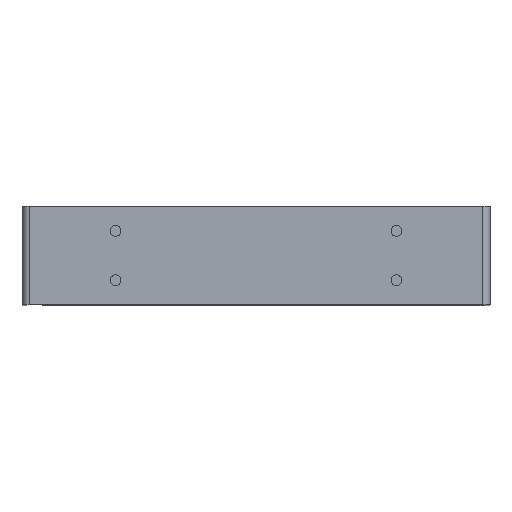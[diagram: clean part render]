
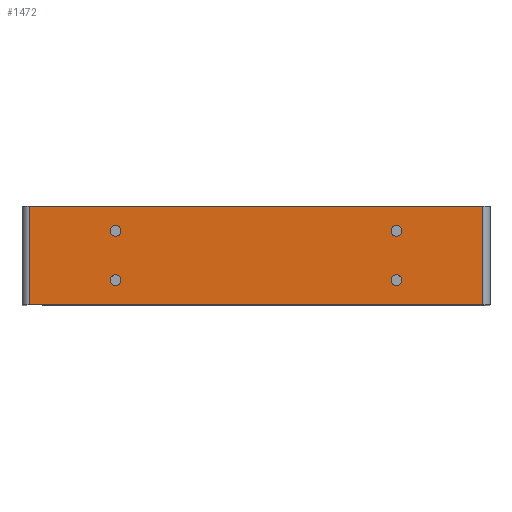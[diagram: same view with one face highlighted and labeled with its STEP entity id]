
A CAD part, top view. The second image highlights one B-rep face of the part: STEP entity #1472.
In plain terms, the highlighted planar face has unit normal (0, 0, 1).
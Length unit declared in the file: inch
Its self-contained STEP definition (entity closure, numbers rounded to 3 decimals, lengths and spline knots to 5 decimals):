
#81=LINE('',#2264,#211);
#87=LINE('',#2282,#217);
#90=LINE('',#2288,#220);
#91=LINE('',#2289,#221);
#211=VECTOR('',#1844,1.25);
#217=VECTOR('',#1868,5.751);
#220=VECTOR('',#1873,5.751);
#221=VECTOR('',#1874,1.25);
#327=PLANE('',#1600);
#387=FACE_BOUND('',#550,.T.);
#388=FACE_BOUND('',#551,.T.);
#389=FACE_BOUND('',#552,.T.);
#390=FACE_BOUND('',#553,.T.);
#442=FACE_OUTER_BOUND('',#549,.T.);
#549=EDGE_LOOP('',(#1107,#1108,#1109,#1110));
#550=EDGE_LOOP('',(#1111));
#551=EDGE_LOOP('',(#1112));
#552=EDGE_LOOP('',(#1113));
#553=EDGE_LOOP('',(#1114));
#632=CIRCLE('',#1552,0.068);
#634=CIRCLE('',#1555,0.068);
#636=CIRCLE('',#1558,0.068);
#638=CIRCLE('',#1561,0.068);
#686=VERTEX_POINT('',#2158);
#688=VERTEX_POINT('',#2163);
#690=VERTEX_POINT('',#2168);
#692=VERTEX_POINT('',#2173);
#717=VERTEX_POINT('',#2261);
#718=VERTEX_POINT('',#2263);
#721=VERTEX_POINT('',#2281);
#723=VERTEX_POINT('',#2287);
#804=EDGE_CURVE('',#686,#686,#632,.T.);
#806=EDGE_CURVE('',#688,#688,#634,.T.);
#808=EDGE_CURVE('',#690,#690,#636,.T.);
#810=EDGE_CURVE('',#692,#692,#638,.T.);
#854=EDGE_CURVE('',#718,#717,#81,.T.);
#863=EDGE_CURVE('',#718,#721,#87,.T.);
#866=EDGE_CURVE('',#723,#717,#90,.T.);
#867=EDGE_CURVE('',#723,#721,#91,.T.);
#1107=ORIENTED_EDGE('',*,*,#854,.T.);
#1108=ORIENTED_EDGE('',*,*,#866,.F.);
#1109=ORIENTED_EDGE('',*,*,#867,.T.);
#1110=ORIENTED_EDGE('',*,*,#863,.F.);
#1111=ORIENTED_EDGE('',*,*,#804,.T.);
#1112=ORIENTED_EDGE('',*,*,#806,.T.);
#1113=ORIENTED_EDGE('',*,*,#808,.T.);
#1114=ORIENTED_EDGE('',*,*,#810,.T.);
#1472=ADVANCED_FACE('',(#442,#387,#388,#389,#390),#327,.T.);
#1552=AXIS2_PLACEMENT_3D('',#2159,#1732,#1733);
#1555=AXIS2_PLACEMENT_3D('',#2164,#1738,#1739);
#1558=AXIS2_PLACEMENT_3D('',#2169,#1744,#1745);
#1561=AXIS2_PLACEMENT_3D('',#2174,#1750,#1751);
#1600=AXIS2_PLACEMENT_3D('',#2286,#1871,#1872);
#1732=DIRECTION('center_axis',(0.,0.,-1.));
#1733=DIRECTION('ref_axis',(-1.,0.,0.));
#1738=DIRECTION('center_axis',(0.,0.,-1.));
#1739=DIRECTION('ref_axis',(-1.,0.,0.));
#1744=DIRECTION('center_axis',(0.,0.,-1.));
#1745=DIRECTION('ref_axis',(-1.,0.,0.));
#1750=DIRECTION('center_axis',(0.,0.,-1.));
#1751=DIRECTION('ref_axis',(-1.,0.,0.));
#1844=DIRECTION('',(0.,1.,0.));
#1868=DIRECTION('',(-1.,0.,0.));
#1871=DIRECTION('center_axis',(0.,0.,1.));
#1872=DIRECTION('ref_axis',(1.,0.,0.));
#1873=DIRECTION('',(1.,0.,0.));
#1874=DIRECTION('',(0.,-1.,0.));
#2158=CARTESIAN_POINT('',(1.84925,-0.3125,0.062));
#2159=CARTESIAN_POINT('Origin',(1.78125,-0.3125,0.062));
#2163=CARTESIAN_POINT('',(-1.71325,-0.3125,0.062));
#2164=CARTESIAN_POINT('Origin',(-1.78125,-0.3125,0.062));
#2168=CARTESIAN_POINT('',(-1.71325,0.3125,0.062));
#2169=CARTESIAN_POINT('Origin',(-1.78125,0.3125,0.062));
#2173=CARTESIAN_POINT('',(1.84925,0.3125,0.062));
#2174=CARTESIAN_POINT('Origin',(1.78125,0.3125,0.062));
#2261=CARTESIAN_POINT('',(2.8755,0.625,0.062));
#2263=CARTESIAN_POINT('',(2.8755,-0.625,0.062));
#2264=CARTESIAN_POINT('',(2.8755,-0.3125,0.062));
#2281=CARTESIAN_POINT('',(-2.8755,-0.625,0.062));
#2282=CARTESIAN_POINT('',(2.96875,-0.625,0.062));
#2286=CARTESIAN_POINT('Origin',(0.,0.,
0.062));
#2287=CARTESIAN_POINT('',(-2.8755,0.625,0.062));
#2288=CARTESIAN_POINT('',(-2.96875,0.625,0.062));
#2289=CARTESIAN_POINT('',(-2.8755,0.3125,0.062));
